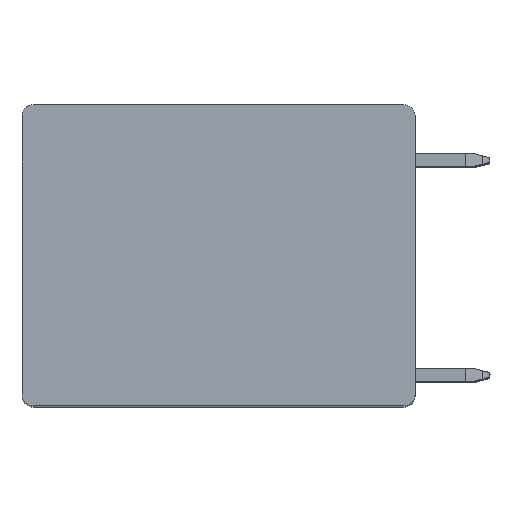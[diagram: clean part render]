
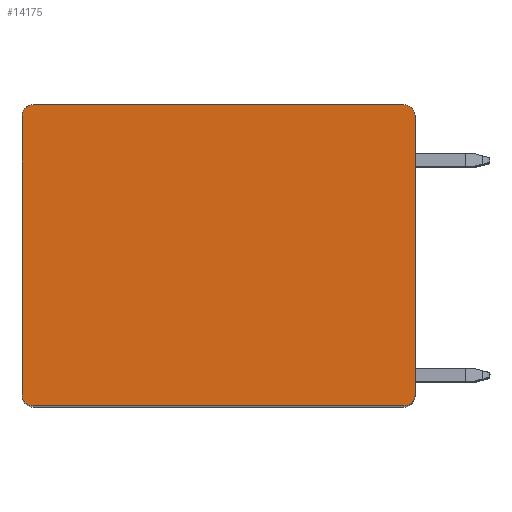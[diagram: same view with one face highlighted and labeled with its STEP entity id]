
A CAD part, top view. The second image highlights one B-rep face of the part: STEP entity #14175.
In plain terms, the highlighted planar face has unit normal (0, 0, 1).
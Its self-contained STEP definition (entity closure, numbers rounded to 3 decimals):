
#3777=CARTESIAN_POINT('',(-11.375,8.55,58.05));
#3778=DIRECTION('',(0.,0.,1.));
#3779=DIRECTION('',(0.,1.,0.));
#3780=AXIS2_PLACEMENT_3D('',#3777,#3778,#3779);
#3782=DIRECTION('',(-1.,0.,0.));
#3783=VECTOR('',#3782,22.75);
#3784=CARTESIAN_POINT('',(11.375,9.25,58.05));
#3785=LINE('',#3784,#3783);
#3786=CARTESIAN_POINT('',(11.375,8.55,58.05));
#3787=DIRECTION('',(0.,0.,1.));
#3788=DIRECTION('',(1.,0.,0.));
#3789=AXIS2_PLACEMENT_3D('',#3786,#3787,#3788);
#3791=DIRECTION('',(0.,1.,0.));
#3792=VECTOR('',#3791,17.1);
#3793=CARTESIAN_POINT('',(12.075,-8.55,58.05));
#3794=LINE('',#3793,#3792);
#3795=CARTESIAN_POINT('',(11.375,-8.55,58.05));
#3796=DIRECTION('',(0.,0.,1.));
#3797=DIRECTION('',(0.,-1.,0.));
#3798=AXIS2_PLACEMENT_3D('',#3795,#3796,#3797);
#3800=DIRECTION('',(1.,0.,0.));
#3801=VECTOR('',#3800,22.75);
#3802=CARTESIAN_POINT('',(-11.375,-9.25,58.05));
#3803=LINE('',#3802,#3801);
#3804=CARTESIAN_POINT('',(-11.375,-8.55,58.05));
#3805=DIRECTION('',(0.,0.,1.));
#3806=DIRECTION('',(-1.,0.,0.));
#3807=AXIS2_PLACEMENT_3D('',#3804,#3805,#3806);
#3809=DIRECTION('',(0.,-1.,0.));
#3810=VECTOR('',#3809,17.1);
#3811=CARTESIAN_POINT('',(-12.075,8.55,58.05));
#3812=LINE('',#3811,#3810);
#7665=CARTESIAN_POINT('',(-11.375,9.25,58.05));
#7666=CARTESIAN_POINT('',(-12.075,8.55,58.05));
#7667=VERTEX_POINT('',#7665);
#7668=VERTEX_POINT('',#7666);
#7673=CARTESIAN_POINT('',(12.075,8.55,58.05));
#7674=VERTEX_POINT('',#7673);
#7675=CARTESIAN_POINT('',(11.375,9.25,58.05));
#7676=VERTEX_POINT('',#7675);
#7681=CARTESIAN_POINT('',(11.375,-9.25,58.05));
#7682=VERTEX_POINT('',#7681);
#7683=CARTESIAN_POINT('',(12.075,-8.55,58.05));
#7684=VERTEX_POINT('',#7683);
#7689=CARTESIAN_POINT('',(-12.075,-8.55,58.05));
#7690=VERTEX_POINT('',#7689);
#7691=CARTESIAN_POINT('',(-11.375,-9.25,58.05));
#7692=VERTEX_POINT('',#7691);
#14160=CARTESIAN_POINT('',(0.,0.,58.05));
#14161=DIRECTION('',(0.,0.,1.));
#14162=DIRECTION('',(1.,0.,0.));
#14163=AXIS2_PLACEMENT_3D('',#14160,#14161,#14162);
#14164=PLANE('',#14163);
#14165=ORIENTED_EDGE('',*,*,#9470,.F.);
#14166=ORIENTED_EDGE('',*,*,#9952,.F.);
#14167=ORIENTED_EDGE('',*,*,#11525,.F.);
#14168=ORIENTED_EDGE('',*,*,#11540,.F.);
#14169=ORIENTED_EDGE('',*,*,#13889,.F.);
#14170=ORIENTED_EDGE('',*,*,#13904,.F.);
#14171=ORIENTED_EDGE('',*,*,#13917,.F.);
#14172=ORIENTED_EDGE('',*,*,#13929,.F.);
#14173=EDGE_LOOP('',(#14165,#14166,#14167,#14168,#14169,#14170,#14171,#14172));
#14174=FACE_OUTER_BOUND('',#14173,.F.);
#3781=CIRCLE('',#3780,0.7);
#3790=CIRCLE('',#3789,0.7);
#3799=CIRCLE('',#3798,0.7);
#3808=CIRCLE('',#3807,0.7);
#9470=EDGE_CURVE('',#7667,#7668,#3781,.T.);
#9952=EDGE_CURVE('',#7676,#7667,#3785,.T.);
#11525=EDGE_CURVE('',#7674,#7676,#3790,.T.);
#11540=EDGE_CURVE('',#7684,#7674,#3794,.T.);
#13889=EDGE_CURVE('',#7682,#7684,#3799,.T.);
#13904=EDGE_CURVE('',#7692,#7682,#3803,.T.);
#13917=EDGE_CURVE('',#7690,#7692,#3808,.T.);
#13929=EDGE_CURVE('',#7668,#7690,#3812,.T.);
#14175=ADVANCED_FACE('',(#14174),#14164,.T.);
